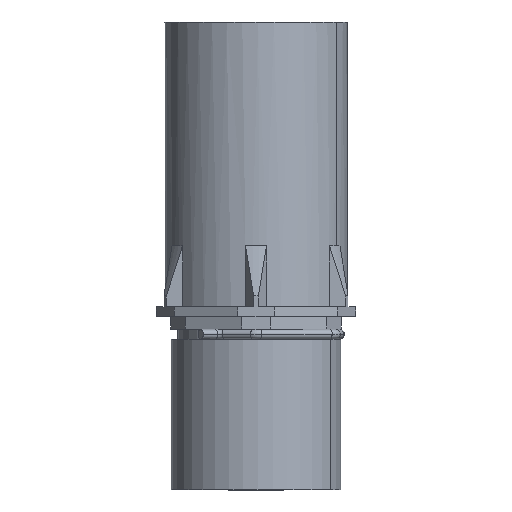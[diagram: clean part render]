
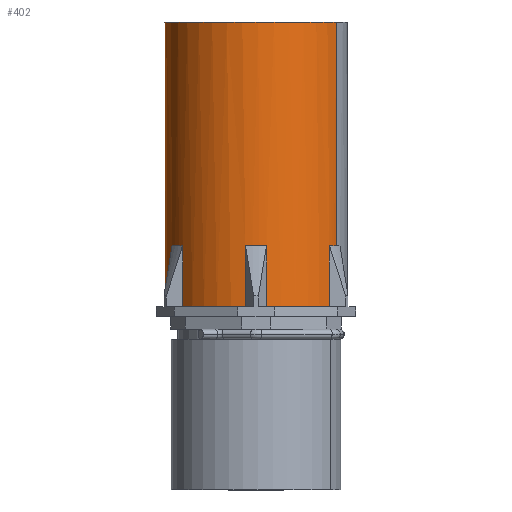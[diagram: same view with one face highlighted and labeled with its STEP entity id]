
A CAD part, front view. The second image highlights one B-rep face of the part: STEP entity #402.
In plain terms, the highlighted cylindrical face has radius 18.75 mm (diameter 37.5 mm), a partial arc.
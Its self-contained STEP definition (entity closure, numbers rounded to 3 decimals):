
#75=AXIS2_PLACEMENT_3D('Circle Axis2P3D',#73,#74,$) ;
#293=AXIS2_PLACEMENT_3D('Cylinder Axis2P3D',#290,#291,#292) ;
#297=AXIS2_PLACEMENT_3D('Circle Axis2P3D',#295,#296,$) ;
#311=AXIS2_PLACEMENT_3D('Circle Axis2P3D',#309,#310,$) ;
#325=AXIS2_PLACEMENT_3D('Circle Axis2P3D',#323,#324,$) ;
#339=AXIS2_PLACEMENT_3D('Circle Axis2P3D',#337,#338,$) ;
#353=AXIS2_PLACEMENT_3D('Circle Axis2P3D',#351,#352,$) ;
#367=AXIS2_PLACEMENT_3D('Circle Axis2P3D',#365,#366,$) ;
#381=AXIS2_PLACEMENT_3D('Circle Axis2P3D',#379,#380,$) ;
#42=CARTESIAN_POINT('Vertex',(3.29,28.942,37.6)) ;
#70=CARTESIAN_POINT('Vertex',(3.29,14.058,37.6)) ;
#73=CARTESIAN_POINT('Axis2P3D Location',(20.5,21.5,37.6)) ;
#99=CARTESIAN_POINT('Line Origine',(3.29,28.942,43.85)) ;
#103=CARTESIAN_POINT('Vertex',(3.29,28.942,50.1)) ;
#268=CARTESIAN_POINT('Line Origine',(3.29,14.058,43.85)) ;
#272=CARTESIAN_POINT('Vertex',(3.29,14.058,50.1)) ;
#290=CARTESIAN_POINT('Axis2P3D Location',(20.5,21.5,48.)) ;
#295=CARTESIAN_POINT('Axis2P3D Location',(20.5,21.5,50.1)) ;
#299=CARTESIAN_POINT('Vertex',(5.45,10.317,50.1)) ;
#302=CARTESIAN_POINT('Line Origine',(5.45,10.317,48.)) ;
#306=CARTESIAN_POINT('Vertex',(5.45,10.317,37.6)) ;
#309=CARTESIAN_POINT('Axis2P3D Location',(20.5,21.5,37.6)) ;
#313=CARTESIAN_POINT('Vertex',(18.34,2.875,37.6)) ;
#316=CARTESIAN_POINT('Line Origine',(18.34,2.875,48.)) ;
#320=CARTESIAN_POINT('Vertex',(18.34,2.875,50.1)) ;
#323=CARTESIAN_POINT('Axis2P3D Location',(20.5,21.5,50.1)) ;
#327=CARTESIAN_POINT('Vertex',(22.66,2.875,50.1)) ;
#330=CARTESIAN_POINT('Line Origine',(22.66,2.875,48.)) ;
#334=CARTESIAN_POINT('Vertex',(22.66,2.875,37.6)) ;
#337=CARTESIAN_POINT('Axis2P3D Location',(20.5,21.5,37.6)) ;
#341=CARTESIAN_POINT('Vertex',(35.55,10.317,37.6)) ;
#344=CARTESIAN_POINT('Line Origine',(35.55,10.317,48.)) ;
#348=CARTESIAN_POINT('Vertex',(35.55,10.317,50.1)) ;
#351=CARTESIAN_POINT('Axis2P3D Location',(20.5,21.5,50.1)) ;
#355=CARTESIAN_POINT('Vertex',(36.955,12.511,50.1)) ;
#358=CARTESIAN_POINT('Line Origine',(36.955,12.511,48.)) ;
#362=CARTESIAN_POINT('Vertex',(36.955,12.511,96.)) ;
#365=CARTESIAN_POINT('Axis2P3D Location',(20.5,21.5,96.)) ;
#369=CARTESIAN_POINT('Vertex',(4.045,30.489,96.)) ;
#372=CARTESIAN_POINT('Line Origine',(4.045,30.489,48.)) ;
#376=CARTESIAN_POINT('Vertex',(4.045,30.489,50.1)) ;
#379=CARTESIAN_POINT('Axis2P3D Location',(20.5,21.5,50.1)) ;
#74=DIRECTION('Axis2P3D Direction',(0.,0.,-1.)) ;
#100=DIRECTION('Vector Direction',(0.,0.,1.)) ;
#269=DIRECTION('Vector Direction',(0.,0.,1.)) ;
#291=DIRECTION('Axis2P3D Direction',(0.,0.,-1.)) ;
#292=DIRECTION('Axis2P3D XDirection',(0.878,-0.479,0.)) ;
#296=DIRECTION('Axis2P3D Direction',(0.,0.,-1.)) ;
#303=DIRECTION('Vector Direction',(0.,0.,-1.)) ;
#310=DIRECTION('Axis2P3D Direction',(0.,0.,-1.)) ;
#317=DIRECTION('Vector Direction',(0.,0.,-1.)) ;
#324=DIRECTION('Axis2P3D Direction',(0.,0.,-1.)) ;
#331=DIRECTION('Vector Direction',(0.,0.,-1.)) ;
#338=DIRECTION('Axis2P3D Direction',(0.,0.,-1.)) ;
#345=DIRECTION('Vector Direction',(0.,0.,-1.)) ;
#352=DIRECTION('Axis2P3D Direction',(0.,0.,-1.)) ;
#359=DIRECTION('Vector Direction',(0.,0.,-1.)) ;
#366=DIRECTION('Axis2P3D Direction',(0.,0.,-1.)) ;
#373=DIRECTION('Vector Direction',(0.,0.,-1.)) ;
#380=DIRECTION('Axis2P3D Direction',(0.,0.,-1.)) ;
#101=VECTOR('Line Direction',#100,1.) ;
#270=VECTOR('Line Direction',#269,1.) ;
#304=VECTOR('Line Direction',#303,1.) ;
#318=VECTOR('Line Direction',#317,1.) ;
#332=VECTOR('Line Direction',#331,1.) ;
#346=VECTOR('Line Direction',#345,1.) ;
#360=VECTOR('Line Direction',#359,1.) ;
#374=VECTOR('Line Direction',#373,1.) ;
#385=ORIENTED_EDGE('',*,*,#301,.T.) ;
#386=ORIENTED_EDGE('',*,*,#308,.F.) ;
#387=ORIENTED_EDGE('',*,*,#315,.F.) ;
#388=ORIENTED_EDGE('',*,*,#322,.T.) ;
#389=ORIENTED_EDGE('',*,*,#329,.T.) ;
#390=ORIENTED_EDGE('',*,*,#336,.F.) ;
#391=ORIENTED_EDGE('',*,*,#343,.F.) ;
#392=ORIENTED_EDGE('',*,*,#350,.T.) ;
#393=ORIENTED_EDGE('',*,*,#357,.T.) ;
#394=ORIENTED_EDGE('',*,*,#364,.T.) ;
#395=ORIENTED_EDGE('',*,*,#371,.T.) ;
#396=ORIENTED_EDGE('',*,*,#378,.F.) ;
#397=ORIENTED_EDGE('',*,*,#383,.T.) ;
#398=ORIENTED_EDGE('',*,*,#105,.F.) ;
#399=ORIENTED_EDGE('',*,*,#77,.F.) ;
#400=ORIENTED_EDGE('',*,*,#274,.T.) ;
#402=ADVANCED_FACE('Hauptk\X2\00F6\X0\rper.1',(#401),#294,.T.) ;
#76=CIRCLE('generated circle',#75,18.75) ;
#298=CIRCLE('generated circle',#297,18.75) ;
#312=CIRCLE('generated circle',#311,18.75) ;
#326=CIRCLE('generated circle',#325,18.75) ;
#340=CIRCLE('generated circle',#339,18.75) ;
#354=CIRCLE('generated circle',#353,18.75) ;
#368=CIRCLE('generated circle',#367,18.75) ;
#382=CIRCLE('generated circle',#381,18.75) ;
#294=CYLINDRICAL_SURFACE('generated cylinder',#293,18.75) ;
#77=EDGE_CURVE('',#71,#43,#76,.T.) ;
#105=EDGE_CURVE('',#43,#104,#102,.T.) ;
#274=EDGE_CURVE('',#71,#273,#271,.T.) ;
#301=EDGE_CURVE('',#273,#300,#298,.F.) ;
#308=EDGE_CURVE('',#307,#300,#305,.F.) ;
#315=EDGE_CURVE('',#314,#307,#312,.T.) ;
#322=EDGE_CURVE('',#314,#321,#319,.F.) ;
#329=EDGE_CURVE('',#321,#328,#326,.F.) ;
#336=EDGE_CURVE('',#335,#328,#333,.F.) ;
#343=EDGE_CURVE('',#342,#335,#340,.T.) ;
#350=EDGE_CURVE('',#342,#349,#347,.F.) ;
#357=EDGE_CURVE('',#349,#356,#354,.F.) ;
#364=EDGE_CURVE('',#356,#363,#361,.F.) ;
#371=EDGE_CURVE('',#363,#370,#368,.T.) ;
#378=EDGE_CURVE('',#377,#370,#375,.F.) ;
#383=EDGE_CURVE('',#377,#104,#382,.F.) ;
#384=EDGE_LOOP('',(#385,#386,#387,#388,#389,#390,#391,#392,#393,#394,#395,#396,#397,#398,#399,#400)) ;
#401=FACE_OUTER_BOUND('',#384,.T.) ;
#102=LINE('Line',#99,#101) ;
#271=LINE('Line',#268,#270) ;
#305=LINE('Line',#302,#304) ;
#319=LINE('Line',#316,#318) ;
#333=LINE('Line',#330,#332) ;
#347=LINE('Line',#344,#346) ;
#361=LINE('Line',#358,#360) ;
#375=LINE('Line',#372,#374) ;
#43=VERTEX_POINT('',#42) ;
#71=VERTEX_POINT('',#70) ;
#104=VERTEX_POINT('',#103) ;
#273=VERTEX_POINT('',#272) ;
#300=VERTEX_POINT('',#299) ;
#307=VERTEX_POINT('',#306) ;
#314=VERTEX_POINT('',#313) ;
#321=VERTEX_POINT('',#320) ;
#328=VERTEX_POINT('',#327) ;
#335=VERTEX_POINT('',#334) ;
#342=VERTEX_POINT('',#341) ;
#349=VERTEX_POINT('',#348) ;
#356=VERTEX_POINT('',#355) ;
#363=VERTEX_POINT('',#362) ;
#370=VERTEX_POINT('',#369) ;
#377=VERTEX_POINT('',#376) ;
